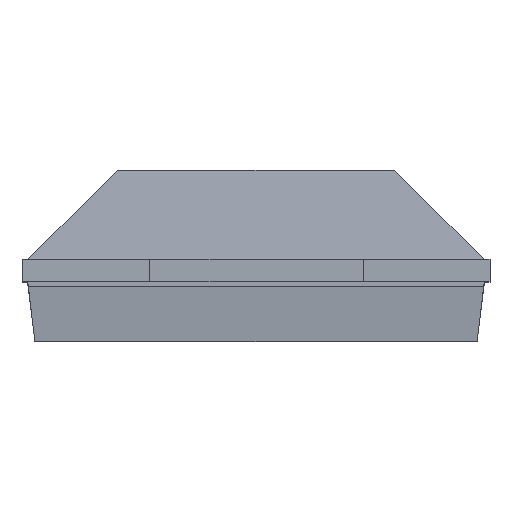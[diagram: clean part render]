
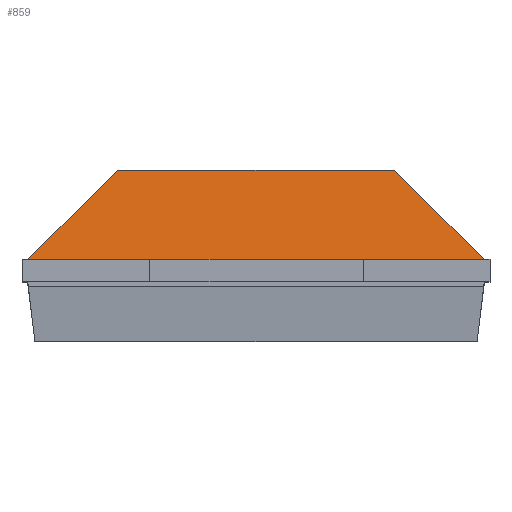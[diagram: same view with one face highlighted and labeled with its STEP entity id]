
A CAD part, top view. The second image highlights one B-rep face of the part: STEP entity #859.
In plain terms, the highlighted planar face has unit normal (0, 0.122, 0.993).
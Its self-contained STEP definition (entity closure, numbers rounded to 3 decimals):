
#21=FACE_OUTER_BOUND('',#68,.T.);
#68=EDGE_LOOP('',(#572,#573,#574,#575));
#113=LINE('',#1190,#236);
#117=LINE('',#1199,#240);
#121=LINE('',#1206,#244);
#122=LINE('',#1207,#245);
#236=VECTOR('',#971,10.);
#240=VECTOR('',#977,10.);
#244=VECTOR('',#983,10.);
#245=VECTOR('',#984,10.);
#359=VERTEX_POINT('',#1188);
#360=VERTEX_POINT('',#1189);
#363=VERTEX_POINT('',#1197);
#364=VERTEX_POINT('',#1198);
#441=EDGE_CURVE('',#359,#360,#113,.T.);
#445=EDGE_CURVE('',#363,#364,#117,.T.);
#449=EDGE_CURVE('',#360,#363,#121,.T.);
#450=EDGE_CURVE('',#359,#364,#122,.T.);
#572=ORIENTED_EDGE('',*,*,#441,.T.);
#573=ORIENTED_EDGE('',*,*,#449,.T.);
#574=ORIENTED_EDGE('',*,*,#445,.T.);
#575=ORIENTED_EDGE('',*,*,#450,.F.);
#812=PLANE('',#922);
#859=ADVANCED_FACE('',(#21),#812,.T.);
#922=AXIS2_PLACEMENT_3D('',#1205,#981,#982);
#971=DIRECTION('',(-0.709,-0.7,0.086));
#977=DIRECTION('',(-0.709,0.7,-0.086));
#981=DIRECTION('center_axis',(0.,0.122,0.993));
#982=DIRECTION('ref_axis',(0.,-0.993,0.122));
#983=DIRECTION('',(1.,0.,0.));
#984=DIRECTION('',(1.,0.,0.));
#1188=CARTESIAN_POINT('',(0.8,3.403,5.056));
#1189=CARTESIAN_POINT('',(0.,2.613,5.153));
#1190=CARTESIAN_POINT('',(0.596,3.201,5.081));
#1197=CARTESIAN_POINT('',(4.06,2.613,5.153));
#1198=CARTESIAN_POINT('',(3.26,3.403,5.056));
#1199=CARTESIAN_POINT('',(2.841,3.817,5.005));
#1205=CARTESIAN_POINT('Origin',(0.,3.403,5.056));
#1206=CARTESIAN_POINT('',(0.,2.613,5.153));
#1207=CARTESIAN_POINT('',(0.,3.403,5.056));
